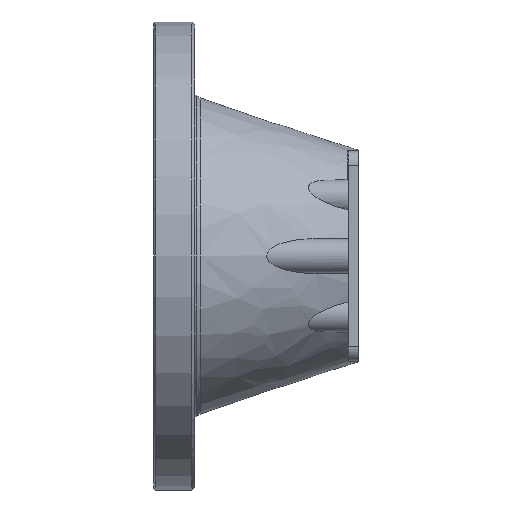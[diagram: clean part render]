
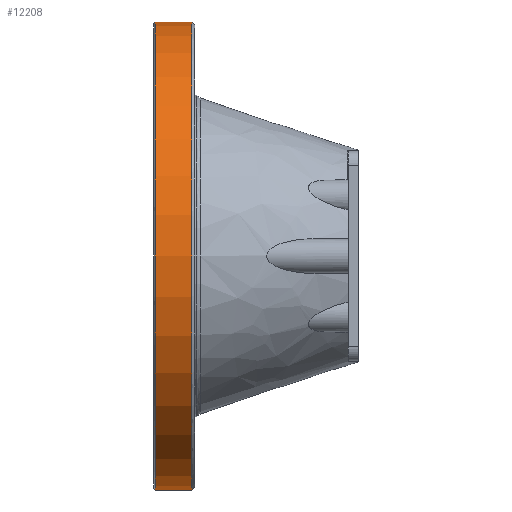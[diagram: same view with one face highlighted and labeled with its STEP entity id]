
A CAD part, front view. The second image highlights one B-rep face of the part: STEP entity #12208.
In plain terms, the highlighted cylindrical face has radius 80 mm (diameter 160 mm), a full revolution.
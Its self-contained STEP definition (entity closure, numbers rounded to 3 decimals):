
#12144=CARTESIAN_POINT('',(8.023,20.764,3.087));
#12145=VERTEX_POINT('',#12144);
#12155=CARTESIAN_POINT('',(8.023,-139.236,3.087));
#12156=VERTEX_POINT('',#12155);
#12157=CARTESIAN_POINT('',(8.023,-59.236,3.087));
#12158=DIRECTION('',(1.0,0.0,0.0));
#12159=DIRECTION('',(0.0,1.0,0.0));
#12160=AXIS2_PLACEMENT_3D('',#12157,#12158,#12159);
#12161=CIRCLE('',#12160,80.0);
#12162=EDGE_CURVE('',#12145,#12156,#12161,.T.);
#12164=CARTESIAN_POINT('',(8.023,-59.236,3.087));
#12165=DIRECTION('',(1.0,0.0,0.0));
#12166=DIRECTION('',(0.0,1.0,0.0));
#12167=AXIS2_PLACEMENT_3D('',#12164,#12165,#12166);
#12168=CIRCLE('',#12167,80.0);
#12169=EDGE_CURVE('',#12156,#12145,#12168,.T.);
#12174=CARTESIAN_POINT('',(9.023,-59.236,3.087));
#12175=DIRECTION('',(1.0,0.0,0.0));
#12176=DIRECTION('',(0.0,1.0,0.0));
#12177=AXIS2_PLACEMENT_3D('',#12174,#12175,#12176);
#12178=CYLINDRICAL_SURFACE('',#12177,80.0);
#12179=CARTESIAN_POINT('',(-4.477,20.764,3.087));
#12180=VERTEX_POINT('',#12179);
#12181=CARTESIAN_POINT('',(8.023,20.764,3.087));
#12182=DIRECTION('',(-1.0,0.0,0.0));
#12183=VECTOR('',#12182,12.5);
#12184=LINE('',#12181,#12183);
#12185=EDGE_CURVE('',#12145,#12180,#12184,.T.);
#12186=ORIENTED_EDGE('',*,*,#12185,.T.);
#12187=CARTESIAN_POINT('',(-4.477,-139.236,3.087));
#12188=VERTEX_POINT('',#12187);
#12189=CARTESIAN_POINT('',(-4.477,-59.236,3.087));
#12190=DIRECTION('',(1.0,0.0,0.0));
#12191=DIRECTION('',(0.0,1.0,0.0));
#12192=AXIS2_PLACEMENT_3D('',#12189,#12190,#12191);
#12193=CIRCLE('',#12192,80.0);
#12194=EDGE_CURVE('',#12180,#12188,#12193,.T.);
#12195=ORIENTED_EDGE('',*,*,#12194,.T.);
#12196=CARTESIAN_POINT('',(-4.477,-59.236,3.087));
#12197=DIRECTION('',(1.0,0.0,0.0));
#12198=DIRECTION('',(0.0,1.0,0.0));
#12199=AXIS2_PLACEMENT_3D('',#12196,#12197,#12198);
#12200=CIRCLE('',#12199,80.0);
#12201=EDGE_CURVE('',#12188,#12180,#12200,.T.);
#12202=ORIENTED_EDGE('',*,*,#12201,.T.);
#12203=ORIENTED_EDGE('',*,*,#12185,.F.);
#12204=ORIENTED_EDGE('',*,*,#12169,.F.);
#12205=ORIENTED_EDGE('',*,*,#12162,.F.);
#12206=EDGE_LOOP('',(#12186,#12195,#12202,#12203,#12204,#12205));
#12207=FACE_OUTER_BOUND('',#12206,.T.);
#12208=ADVANCED_FACE('',(#12207),#12178,.T.);
